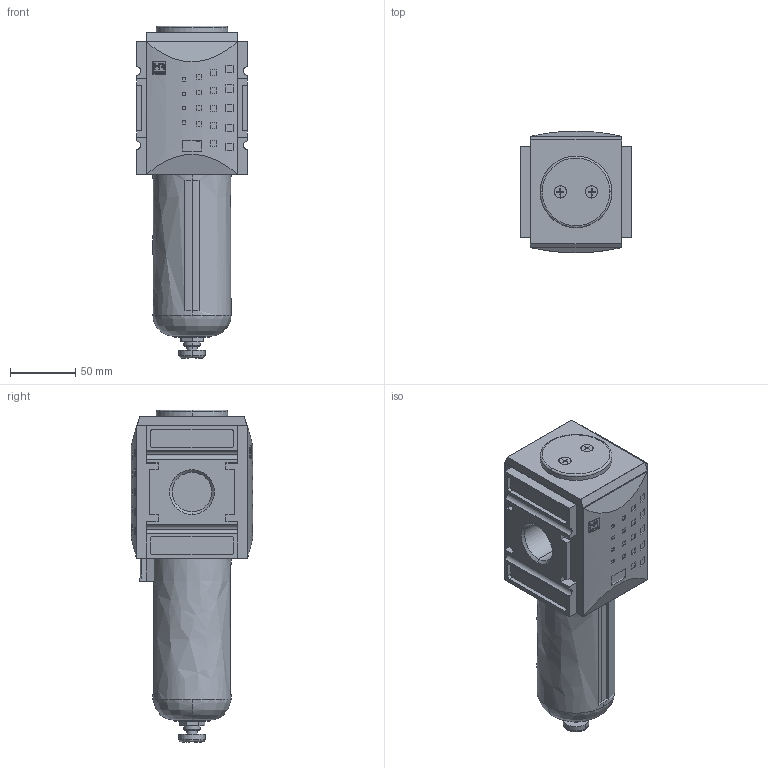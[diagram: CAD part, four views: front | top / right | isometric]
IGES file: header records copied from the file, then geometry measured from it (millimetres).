
Start section: SolidWorks IGES file using analytic representation for surfaces
Global section: file name: KPFI-41.IGS; native system: SolidWorks 2013; preprocessor: SolidWorks 2013; author: technolog; date: 140113.095812; units: millimetre
Bounding box: 85 x 93.26 x 254.8 mm (x, y, z)
Volume: 1056611.3 mm3; surface area: 156345.6 mm2
Topology: 8 solids, 8 shells, 830 faces, 4904 edges, 6444 vertices
Faces by surface type: plane 540, revolution 232, bspline 58
